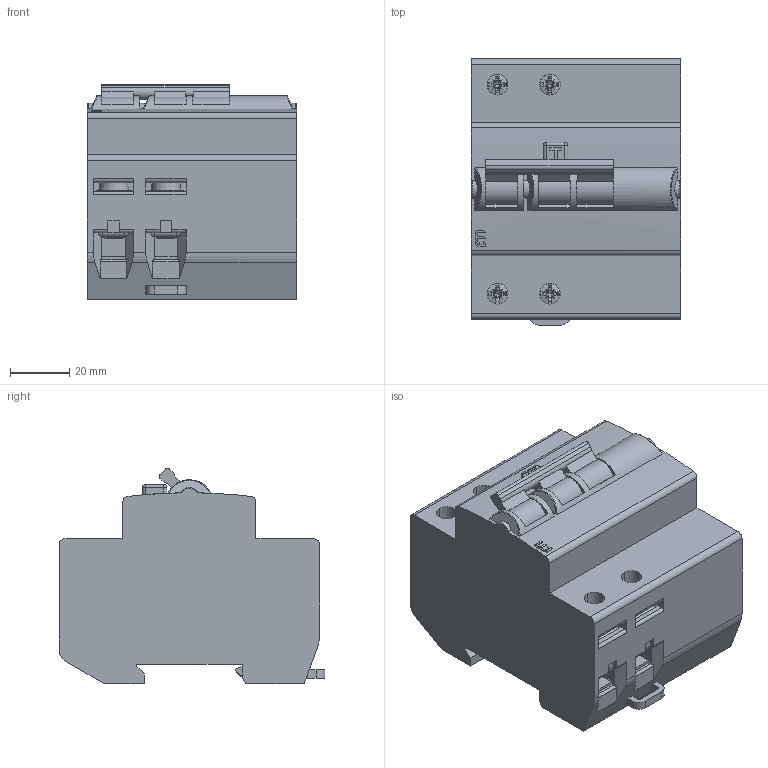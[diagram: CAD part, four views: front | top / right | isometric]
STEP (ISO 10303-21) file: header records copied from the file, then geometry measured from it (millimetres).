
FILE_DESCRIPTION((''),'2;1');
FILE_NAME('ASTI_KZS_4M_2P_B-TIP_ASM','2017-09-19T',('nejc.strous'),('Audax d.o.o.'),'CREO PARAMETRIC BY PTC INC, 2015380','CREO PARAMETRIC BY PTC INC, 2015380','');
FILE_SCHEMA(('AUTOMOTIVE_DESIGN { 1 0 10303 214 1 1 1 1 }'));
Length unit declared in the file: millimetre
Products named in the file (3): GHOST; ASSY_06; ASTI_KZS_4M_2P_B-TIP_ASM
Assembly tree (2 placements, depth 2):
  ASTI_KZS_4M_2P_B-TIP_ASM
    GHOST
    ASSY_06
Bounding box: 70.6 x 89.8 x 72.79 mm (x, y, z)
Volume: 326410 mm3; surface area: 36391.4 mm2
Topology: 1 solids, 7 shells, 593 faces, 1697 edges, 1119 vertices
Faces by surface type: plane 402, cylinder 126, cone 35, sphere 14, torus 12, bspline 4
Entity records: 28356 total; most frequent: CARTESIAN_POINT 4864, ORIENTED_EDGE 3350, DIRECTION 3006, PRESENTATION_STYLE_ASSIGNMENT 1974, STYLED_ITEM 1693, CURVE_STYLE 1683, EDGE_CURVE 1683, VERTEX_POINT 1119
